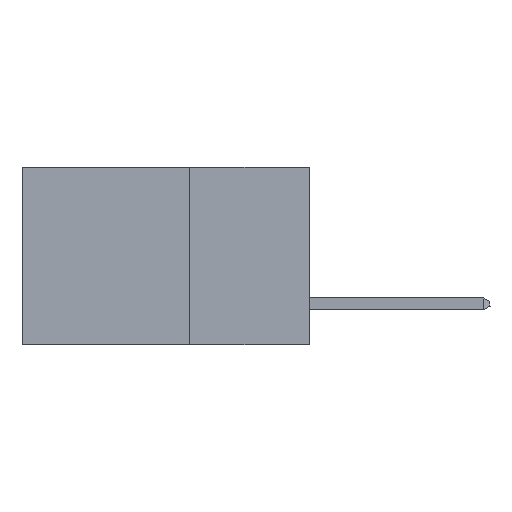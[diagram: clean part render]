
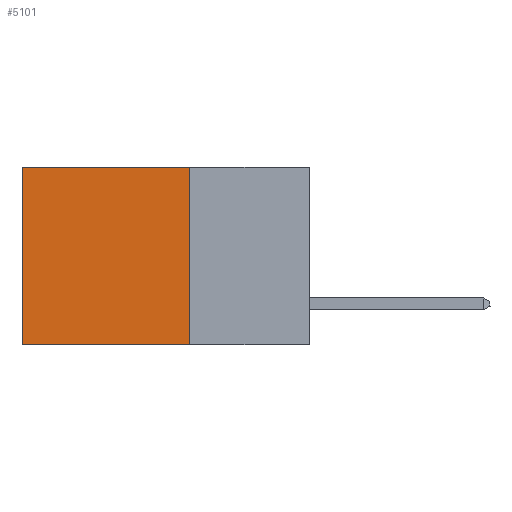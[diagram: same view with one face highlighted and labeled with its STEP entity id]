
A CAD part, left-side view. The second image highlights one B-rep face of the part: STEP entity #5101.
In plain terms, the highlighted planar face has unit normal (-1, 0, 0).
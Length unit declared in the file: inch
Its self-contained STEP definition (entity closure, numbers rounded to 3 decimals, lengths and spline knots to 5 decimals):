
#510 = ORIENTED_EDGE ( 'NONE', *, *, #21061, .F. ) ;
#968 = CARTESIAN_POINT ( 'NONE',  ( 0.2875, 0.25, 0. ) ) ;
#1790 = VECTOR ( 'NONE', #10158, 39.37008 ) ;
#1853 = CARTESIAN_POINT ( 'NONE',  ( 0.2875, 0.25, -0.37 ) ) ;
#2312 = LINE ( 'NONE', #1853, #1790 ) ;
#2399 = VECTOR ( 'NONE', #16945, 39.37008 ) ;
#3186 = LINE ( 'NONE', #18483, #2399 ) ;
#3473 = VERTEX_POINT ( 'NONE', #18710 ) ;
#4681 = CARTESIAN_POINT ( 'NONE',  ( 0.2875, 0.25, 0. ) ) ;
#5101 = ADVANCED_FACE ( 'NONE', ( #8987 ), #6232, .F. ) ;
#6153 = DIRECTION ( 'NONE',  ( 0., 0., -1. ) ) ;
#6232 = PLANE ( 'NONE',  #13017 ) ;
#6450 = EDGE_CURVE ( 'NONE', #12812, #10276, #3186, .T. ) ;
#7355 = LINE ( 'NONE', #11007, #20713 ) ;
#7972 = ORIENTED_EDGE ( 'NONE', *, *, #15777, .F. ) ;
#8987 = FACE_OUTER_BOUND ( 'NONE', #9187, .T. ) ;
#9056 = VECTOR ( 'NONE', #6153, 39.37008 ) ;
#9187 = EDGE_LOOP ( 'NONE', ( #11253, #7972, #510, #15463 ) ) ;
#9580 = LINE ( 'NONE', #17634, #9056 ) ;
#9795 = DIRECTION ( 'NONE',  ( 1., 0., 0. ) ) ;
#10158 = DIRECTION ( 'NONE',  ( 0., 1., 0. ) ) ;
#10276 = VERTEX_POINT ( 'NONE', #18161 ) ;
#11007 = CARTESIAN_POINT ( 'NONE',  ( 0.2875, 0.25, 0. ) ) ;
#11089 = EDGE_CURVE ( 'NONE', #15526, #12812, #7355, .T. ) ;
#11253 = ORIENTED_EDGE ( 'NONE', *, *, #6450, .T. ) ;
#12300 = CARTESIAN_POINT ( 'NONE',  ( 0.2875, 0.6, 0. ) ) ;
#12704 = DIRECTION ( 'NONE',  ( 0., 1., 0. ) ) ;
#12812 = VERTEX_POINT ( 'NONE', #12300 ) ;
#13017 = AXIS2_PLACEMENT_3D ( 'NONE', #4681, #9795, #21335 ) ;
#15463 = ORIENTED_EDGE ( 'NONE', *, *, #11089, .T. ) ;
#15526 = VERTEX_POINT ( 'NONE', #968 ) ;
#15777 = EDGE_CURVE ( 'NONE', #3473, #10276, #2312, .T. ) ;
#16945 = DIRECTION ( 'NONE',  ( 0., 0., -1. ) ) ;
#17634 = CARTESIAN_POINT ( 'NONE',  ( 0.2875, 0.25, 0. ) ) ;
#18161 = CARTESIAN_POINT ( 'NONE',  ( 0.2875, 0.6, -0.37 ) ) ;
#18483 = CARTESIAN_POINT ( 'NONE',  ( 0.2875, 0.6, 0. ) ) ;
#18710 = CARTESIAN_POINT ( 'NONE',  ( 0.2875, 0.25, -0.37 ) ) ;
#20713 = VECTOR ( 'NONE', #12704, 39.37008 ) ;
#21061 = EDGE_CURVE ( 'NONE', #15526, #3473, #9580, .T. ) ;
#21335 = DIRECTION ( 'NONE',  ( 0., 0., -1. ) ) ;
